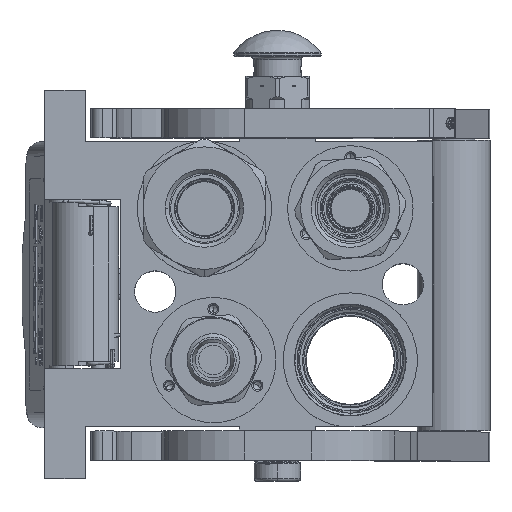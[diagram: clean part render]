
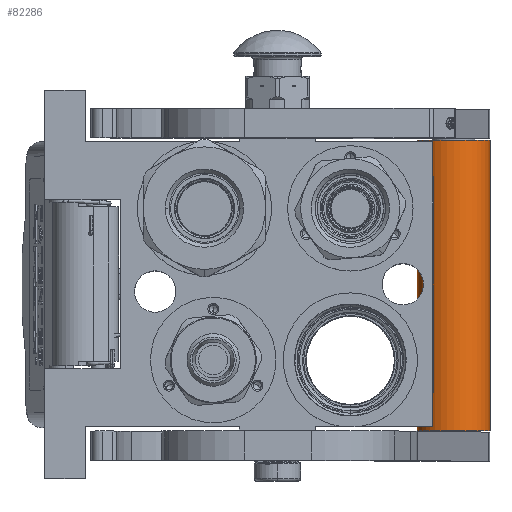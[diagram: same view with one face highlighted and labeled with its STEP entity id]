
A CAD part, top view. The second image highlights one B-rep face of the part: STEP entity #82286.
In plain terms, the highlighted cylindrical face has radius 12.5 mm (diameter 25 mm), a partial arc.
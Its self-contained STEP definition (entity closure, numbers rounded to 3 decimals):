
#2338 = VERTEX_POINT ( 'NONE', #19501 ) ;
#4334 = DIRECTION ( 'NONE',  ( -1., 0., 0. ) ) ;
#7620 = CARTESIAN_POINT ( 'NONE',  ( -94.25, 0., 0. ) ) ;
#14305 = AXIS2_PLACEMENT_3D ( 'NONE', #7620, #135750, #149506 ) ;
#16451 = ORIENTED_EDGE ( 'NONE', *, *, #89525, .T. ) ;
#19501 = CARTESIAN_POINT ( 'NONE',  ( -94.25, 12.5, 0. ) ) ;
#30292 = CARTESIAN_POINT ( 'NONE',  ( -94.25, -12.5, 0. ) ) ;
#30708 = CARTESIAN_POINT ( 'NONE',  ( 0., 0., 0. ) ) ;
#31824 = VECTOR ( 'NONE', #133005, 1000. ) ;
#44747 = VERTEX_POINT ( 'NONE', #85534 ) ;
#53236 = DIRECTION ( 'NONE',  ( 0., -1., 0. ) ) ;
#53836 = LINE ( 'NONE', #119641, #31824 ) ;
#56031 = DIRECTION ( 'NONE',  ( 0., 1., 0. ) ) ;
#58179 = CIRCLE ( 'NONE', #14305, 12.5 ) ;
#58954 = EDGE_CURVE ( 'NONE', #2338, #78275, #58179, .T. ) ;
#61102 = EDGE_CURVE ( 'NONE', #146129, #78275, #53836, .T. ) ;
#78275 = VERTEX_POINT ( 'NONE', #30292 ) ;
#82286 = ADVANCED_FACE ( 'NONE', ( #150422 ), #91876, .T. ) ;
#85534 = CARTESIAN_POINT ( 'NONE',  ( 5.25, 12.5, 0. ) ) ;
#87629 = EDGE_LOOP ( 'NONE', ( #16451, #110642, #114294, #139597 ) ) ;
#89525 = EDGE_CURVE ( 'NONE', #44747, #146129, #140931, .T. ) ;
#91876 = CYLINDRICAL_SURFACE ( 'NONE', #132885, 12.5 ) ;
#99614 = DIRECTION ( 'NONE',  ( -1., 0., 0. ) ) ;
#109376 = LINE ( 'NONE', #132428, #122246 ) ;
#110642 = ORIENTED_EDGE ( 'NONE', *, *, #61102, .T. ) ;
#114294 = ORIENTED_EDGE ( 'NONE', *, *, #58954, .F. ) ;
#115592 = CARTESIAN_POINT ( 'NONE',  ( 5.25, 0., 0. ) ) ;
#117067 = CARTESIAN_POINT ( 'NONE',  ( 5.25, -12.5, 0. ) ) ;
#119641 = CARTESIAN_POINT ( 'NONE',  ( 5.25, -12.5, 0. ) ) ;
#122246 = VECTOR ( 'NONE', #4334, 1000. ) ;
#125904 = DIRECTION ( 'NONE',  ( -1., 0., 0. ) ) ;
#132428 = CARTESIAN_POINT ( 'NONE',  ( 5.25, 12.5, 0. ) ) ;
#132885 = AXIS2_PLACEMENT_3D ( 'NONE', #30708, #99614, #53236 ) ;
#133005 = DIRECTION ( 'NONE',  ( -1., 0., 0. ) ) ;
#134480 = EDGE_CURVE ( 'NONE', #44747, #2338, #109376, .T. ) ;
#135750 = DIRECTION ( 'NONE',  ( -1., 0., 0. ) ) ;
#137564 = AXIS2_PLACEMENT_3D ( 'NONE', #115592, #125904, #56031 ) ;
#139597 = ORIENTED_EDGE ( 'NONE', *, *, #134480, .F. ) ;
#140931 = CIRCLE ( 'NONE', #137564, 12.5 ) ;
#146129 = VERTEX_POINT ( 'NONE', #117067 ) ;
#149506 = DIRECTION ( 'NONE',  ( 0., 1., 0. ) ) ;
#150422 = FACE_OUTER_BOUND ( 'NONE', #87629, .T. ) ;
